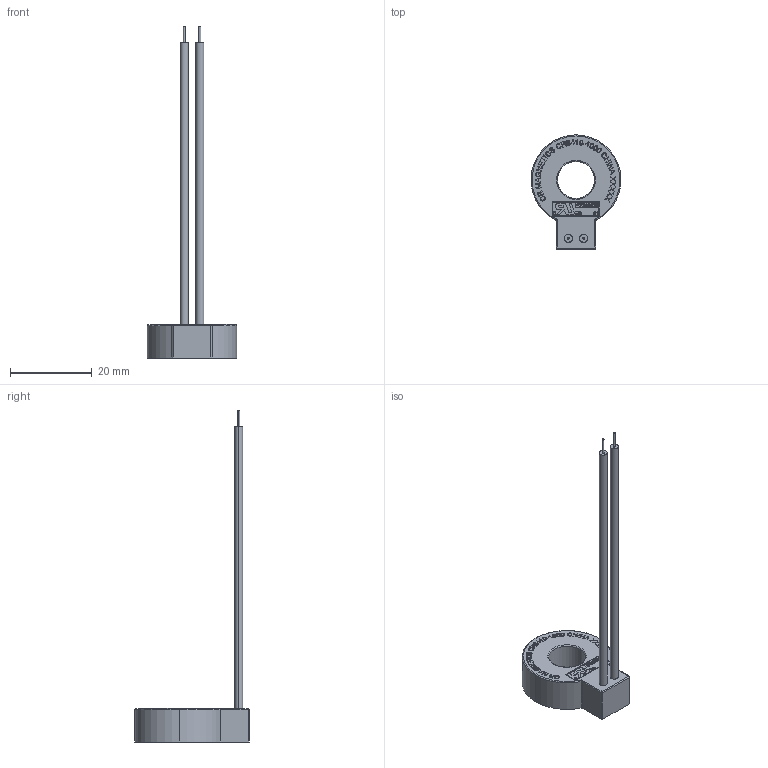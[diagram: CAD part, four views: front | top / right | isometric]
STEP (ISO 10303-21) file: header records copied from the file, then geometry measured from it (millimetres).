
FILE_DESCRIPTION (( 'STEP AP203' ), '1' );
FILE_NAME ('CR8410-1000.STEP', '2023-08-08T17:07:49', ( '' ), ( '' ), 'SwSTEP 2.0', 'SolidWorks 2022', '' );
FILE_SCHEMA (( 'CONFIG_CONTROL_DESIGN' ));
Length unit declared in the file: inch
Products named in the file (1): CR8410-1000
Bounding box: 21.97 x 27.88 x 81.08 mm (x, y, z)
Volume: 3429.4 mm3; surface area: 2541.3 mm2
Topology: 1 solids, 1 shells, 676 faces, 1806 edges, 1196 vertices
Faces by surface type: plane 370, bspline 259, cylinder 35, torus 10, sphere 2
Entity records: 35592 total; most frequent: CARTESIAN_POINT 20366, ORIENTED_EDGE 3604, DIRECTION 2201, EDGE_CURVE 1802, VERTEX_POINT 1196, LINE 1195, VECTOR 1195, EDGE_LOOP 746
